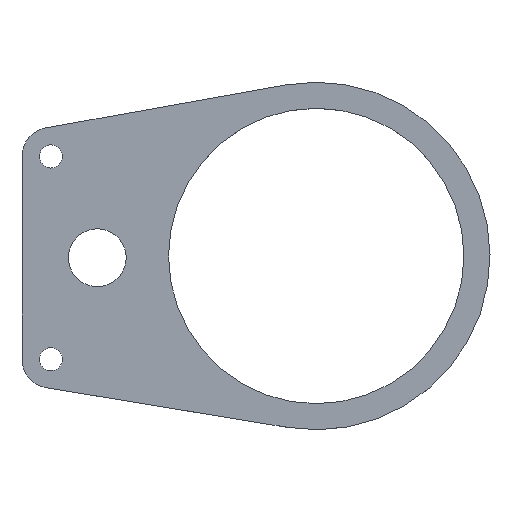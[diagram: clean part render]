
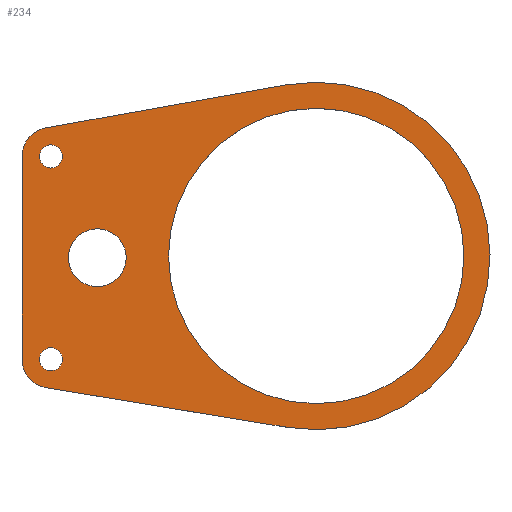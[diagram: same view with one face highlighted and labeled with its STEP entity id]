
A CAD part, top view. The second image highlights one B-rep face of the part: STEP entity #234.
In plain terms, the highlighted planar face has unit normal (0, 0, 1).
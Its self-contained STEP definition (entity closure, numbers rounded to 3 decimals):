
#19=FACE_BOUND('',#56,.T.);
#20=FACE_BOUND('',#57,.T.);
#21=FACE_BOUND('',#58,.T.);
#22=FACE_BOUND('',#59,.T.);
#27=PLANE('',#274);
#39=FACE_OUTER_BOUND('',#55,.T.);
#55=EDGE_LOOP('',(#206,#207,#208,#209,#210,#211));
#56=EDGE_LOOP('',(#212));
#57=EDGE_LOOP('',(#213));
#58=EDGE_LOOP('',(#214));
#59=EDGE_LOOP('',(#215));
#64=LINE('',#373,#80);
#69=LINE('',#387,#85);
#73=LINE('',#399,#89);
#80=VECTOR('',#307,10.);
#85=VECTOR('',#320,10.);
#89=VECTOR('',#332,10.);
#93=CIRCLE('',#251,2.);
#95=CIRCLE('',#254,2.);
#97=CIRCLE('',#257,25.5);
#99=CIRCLE('',#260,5.);
#100=CIRCLE('',#263,5.);
#102=CIRCLE('',#267,5.);
#104=CIRCLE('',#271,30.);
#107=VERTEX_POINT('',#349);
#109=VERTEX_POINT('',#355);
#111=VERTEX_POINT('',#361);
#113=VERTEX_POINT('',#367);
#114=VERTEX_POINT('',#371);
#115=VERTEX_POINT('',#372);
#118=VERTEX_POINT('',#380);
#120=VERTEX_POINT('',#386);
#122=VERTEX_POINT('',#392);
#124=VERTEX_POINT('',#398);
#128=EDGE_CURVE('',#107,#107,#93,.T.);
#131=EDGE_CURVE('',#109,#109,#95,.T.);
#134=EDGE_CURVE('',#111,#111,#97,.T.);
#137=EDGE_CURVE('',#113,#113,#99,.T.);
#138=EDGE_CURVE('',#114,#115,#64,.T.);
#142=EDGE_CURVE('',#118,#115,#100,.T.);
#145=EDGE_CURVE('',#118,#120,#69,.T.);
#148=EDGE_CURVE('',#122,#120,#102,.T.);
#151=EDGE_CURVE('',#124,#122,#73,.T.);
#154=EDGE_CURVE('',#114,#124,#104,.T.);
#206=ORIENTED_EDGE('',*,*,#154,.F.);
#207=ORIENTED_EDGE('',*,*,#138,.T.);
#208=ORIENTED_EDGE('',*,*,#142,.F.);
#209=ORIENTED_EDGE('',*,*,#145,.T.);
#210=ORIENTED_EDGE('',*,*,#148,.F.);
#211=ORIENTED_EDGE('',*,*,#151,.F.);
#212=ORIENTED_EDGE('',*,*,#137,.F.);
#213=ORIENTED_EDGE('',*,*,#134,.F.);
#214=ORIENTED_EDGE('',*,*,#131,.F.);
#215=ORIENTED_EDGE('',*,*,#128,.F.);
#234=ADVANCED_FACE('',(#39,#19,#20,#21,#22),#27,.F.);
#251=AXIS2_PLACEMENT_3D('',#351,#282,#283);
#254=AXIS2_PLACEMENT_3D('',#357,#289,#290);
#257=AXIS2_PLACEMENT_3D('',#363,#296,#297);
#260=AXIS2_PLACEMENT_3D('',#369,#303,#304);
#263=AXIS2_PLACEMENT_3D('',#381,#313,#314);
#267=AXIS2_PLACEMENT_3D('',#393,#325,#326);
#271=AXIS2_PLACEMENT_3D('',#404,#337,#338);
#274=AXIS2_PLACEMENT_3D('',#407,#343,#344);
#282=DIRECTION('center_axis',(0.,0.,
1.));
#283=DIRECTION('ref_axis',(1.,0.,0.));
#289=DIRECTION('center_axis',(0.,0.,
1.));
#290=DIRECTION('ref_axis',(1.,0.,0.));
#296=DIRECTION('center_axis',(0.,0.,
1.));
#297=DIRECTION('ref_axis',(1.,0.,0.));
#303=DIRECTION('center_axis',(0.,0.,
1.));
#304=DIRECTION('ref_axis',(1.,0.,0.));
#307=DIRECTION('',(-0.984,-0.176,0.));
#313=DIRECTION('center_axis',(0.,0.,
-1.));
#314=DIRECTION('ref_axis',(1.,0.,0.));
#320=DIRECTION('',(0.,-1.,0.));
#325=DIRECTION('center_axis',(0.,0.,
-1.));
#326=DIRECTION('ref_axis',(1.,0.,0.));
#332=DIRECTION('',(-0.987,0.162,0.));
#337=DIRECTION('center_axis',(0.,0.,
-1.));
#338=DIRECTION('ref_axis',(1.,0.,0.));
#343=DIRECTION('center_axis',(0.,0.,
-1.));
#344=DIRECTION('ref_axis',(1.,0.,0.));
#349=CARTESIAN_POINT('',(-47.791,17.19,70.5));
#351=CARTESIAN_POINT('Origin',(-45.791,17.19,70.5));
#355=CARTESIAN_POINT('',(-47.791,-17.81,70.5));
#357=CARTESIAN_POINT('Origin',(-45.791,-17.81,70.5));
#361=CARTESIAN_POINT('',(-25.5,0.,70.5));
#363=CARTESIAN_POINT('Origin',(0.,0.,
70.5));
#367=CARTESIAN_POINT('',(-42.8,-0.3,70.5));
#369=CARTESIAN_POINT('Origin',(-37.8,-0.3,70.5));
#371=CARTESIAN_POINT('',(-5.294,29.529,70.5));
#372=CARTESIAN_POINT('',(-46.673,22.111,70.5));
#373=CARTESIAN_POINT('',(-5.294,29.529,70.5));
#380=CARTESIAN_POINT('',(-50.791,17.19,70.5));
#381=CARTESIAN_POINT('Origin',(-45.791,17.19,70.5));
#386=CARTESIAN_POINT('',(-50.791,-17.81,70.5));
#387=CARTESIAN_POINT('',(-50.791,17.19,70.5));
#392=CARTESIAN_POINT('',(-46.602,-22.744,70.5));
#393=CARTESIAN_POINT('Origin',(-45.791,-17.81,70.5));
#398=CARTESIAN_POINT('',(-4.865,-29.603,70.5));
#399=CARTESIAN_POINT('',(-4.865,-29.603,70.5));
#404=CARTESIAN_POINT('Origin',(0.,0.,
70.5));
#407=CARTESIAN_POINT('Origin',(-10.395,0.,70.5));
